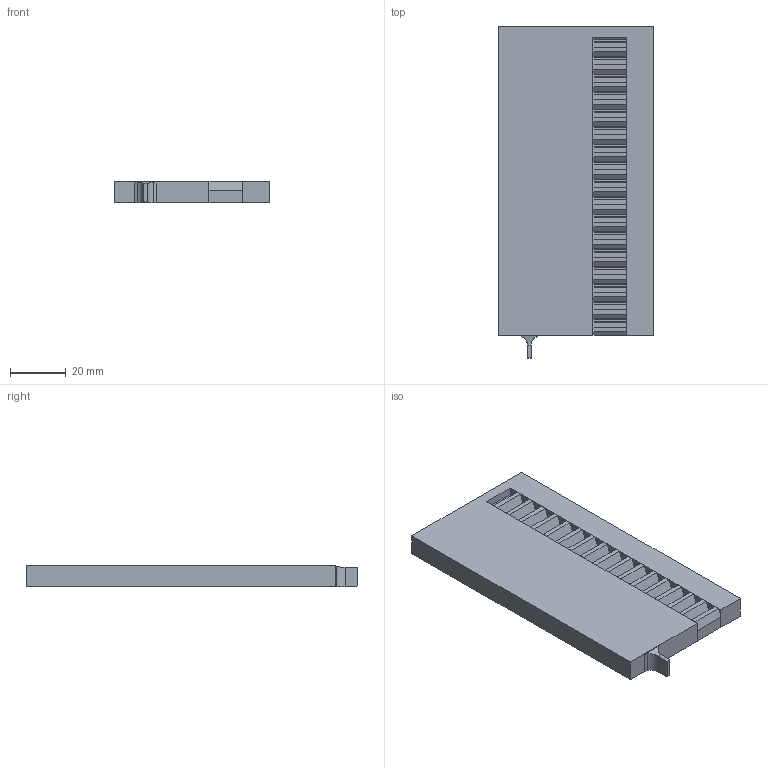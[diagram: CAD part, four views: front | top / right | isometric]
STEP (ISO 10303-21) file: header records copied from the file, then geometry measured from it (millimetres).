
FILE_DESCRIPTION (( 'STEP AP214' ), '1' );
FILE_NAME ('CF5V_Pump_Slider.STEP', '2025-01-11T16:52:52', ( '' ), ( '' ), 'SwSTEP 2.0', 'SolidWorks 2025', '' );
FILE_SCHEMA (( 'AUTOMOTIVE_DESIGN' ));
Length unit declared in the file: millimetre
Products named in the file (3): CF5V_Pump_Slider; CFV5_Slider_LinearGear; CFV5_Slider
Assembly tree (2 placements, depth 2):
  CF5V_Pump_Slider
    CFV5_Slider
    CFV5_Slider_LinearGear
Bounding box: 55.8 x 119.2 x 7.8 mm (x, y, z)
Volume: 45723.9 mm3; surface area: 19368.6 mm2
Topology: 2 solids, 2 shells, 128 faces, 372 edges, 248 vertices
Faces by surface type: plane 91, cylinder 37
Entity records: 4318 total; most frequent: CARTESIAN_POINT 785, ORIENTED_EDGE 744, DIRECTION 706, EDGE_CURVE 372, VECTOR 296, LINE 296, VERTEX_POINT 248, AXIS2_PLACEMENT_3D 205
